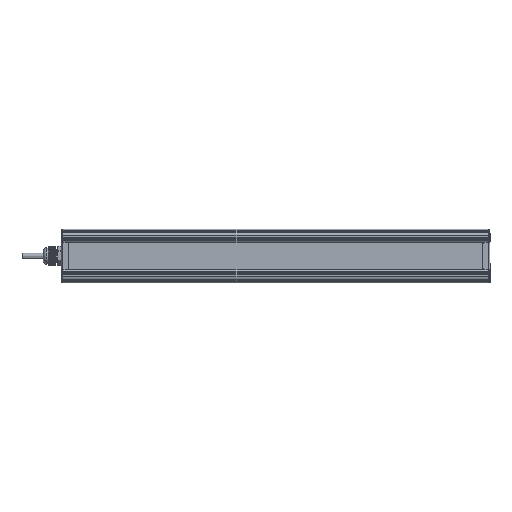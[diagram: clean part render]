
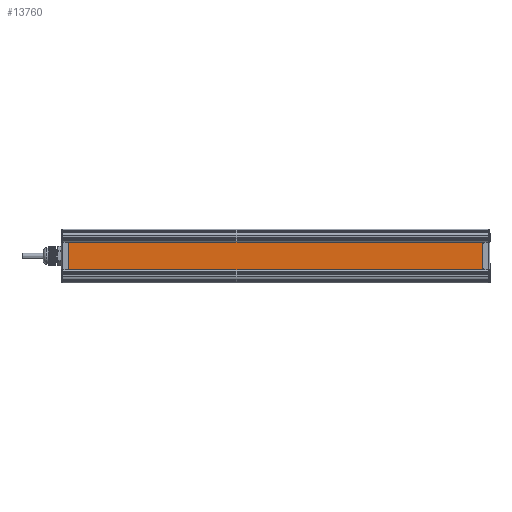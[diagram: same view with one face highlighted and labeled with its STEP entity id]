
A CAD part, front view. The second image highlights one B-rep face of the part: STEP entity #13760.
In plain terms, the highlighted face is planar.
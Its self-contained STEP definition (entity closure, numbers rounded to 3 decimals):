
#13760=ADVANCED_FACE('',(#24901),#24903,.T.);
#24901=FACE_BOUND('',#24902,.T.);
#24902=EDGE_LOOP('',(#52334,#52335,#52336,#52337));
#24903=PLANE('',#24904);
#24904=AXIS2_PLACEMENT_3D('',#24905,#24906,#24907);
#24905=CARTESIAN_POINT('',(627.365,88.78,118.419));
#24906=DIRECTION('',(0.,0.,-1.));
#24907=DIRECTION('',(0.,-1.,0.));
#52334=ORIENTED_EDGE('',*,*,#59256,.F.);
#52335=ORIENTED_EDGE('',*,*,#59255,.T.);
#52336=ORIENTED_EDGE('',*,*,#59257,.F.);
#52337=ORIENTED_EDGE('',*,*,#59258,.F.);
#59255=EDGE_CURVE('',#65902,#65906,#65908,.T.);
#59256=EDGE_CURVE('',#65902,#65909,#65910,.T.);
#59257=EDGE_CURVE('',#65911,#65906,#65912,.T.);
#59258=EDGE_CURVE('',#65909,#65911,#65913,.T.);
#65902=VERTEX_POINT('',#88212);
#65906=VERTEX_POINT('',#88220);
#65908=LINE('',#88224,#88225);
#65909=VERTEX_POINT('',#88227);
#65910=LINE('',#88228,#88229);
#65911=VERTEX_POINT('',#88231);
#65912=LINE('',#88232,#88233);
#65913=LINE('',#88235,#88236);
#88212=CARTESIAN_POINT('',(627.365,37.371,118.419));
#88220=CARTESIAN_POINT('',(31.365,37.371,118.419));
#88224=CARTESIAN_POINT('',(627.365,37.371,118.419));
#88225=VECTOR('',#88226,1.);
#88226=DIRECTION('',(-1.,0.,0.));
#88227=CARTESIAN_POINT('',(627.365,88.78,118.419));
#88228=CARTESIAN_POINT('',(627.365,37.371,118.419));
#88229=VECTOR('',#88230,1.);
#88230=DIRECTION('',(0.,1.,0.));
#88231=CARTESIAN_POINT('',(31.365,88.78,118.419));
#88232=CARTESIAN_POINT('',(31.365,88.78,118.419));
#88233=VECTOR('',#88234,1.);
#88234=DIRECTION('',(0.,-1.,0.));
#88235=CARTESIAN_POINT('',(627.365,88.78,118.419));
#88236=VECTOR('',#88237,1.);
#88237=DIRECTION('',(-1.,0.,0.));
